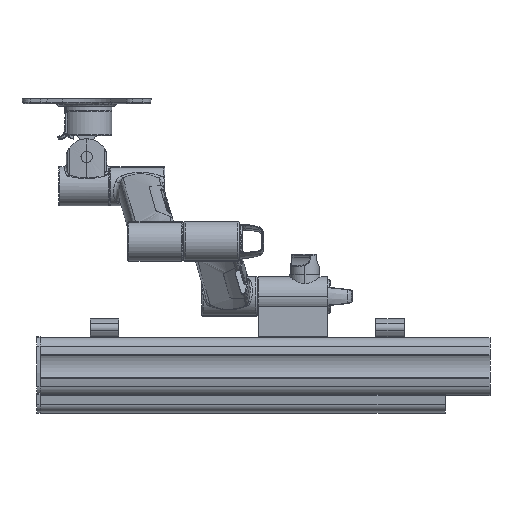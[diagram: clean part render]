
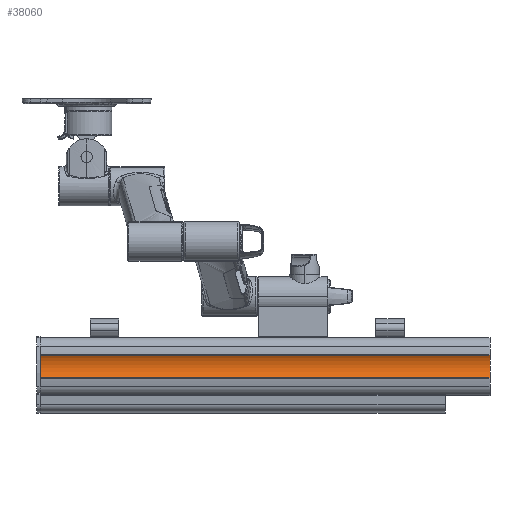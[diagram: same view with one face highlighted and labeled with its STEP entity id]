
A CAD part, left-side view. The second image highlights one B-rep face of the part: STEP entity #38060.
In plain terms, the highlighted cylindrical face has radius 20.75 mm (diameter 41.5 mm), a partial arc.
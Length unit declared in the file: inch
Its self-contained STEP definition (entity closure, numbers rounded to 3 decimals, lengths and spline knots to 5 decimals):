
#780 = CIRCLE ( 'NONE', #15080, 0.81693 ) ;
#3494 = EDGE_CURVE ( 'NONE', #12492, #23976, #780, .T. ) ;
#4195 = CARTESIAN_POINT ( 'NONE',  ( -0.69197, 7.875, -0.53242 ) ) ;
#6148 = CARTESIAN_POINT ( 'NONE',  ( -1.31156, 7.875, 0. ) ) ;
#8655 = CARTESIAN_POINT ( 'NONE',  ( -0.69197, 7.875, 0.53242 ) ) ;
#10093 = VERTEX_POINT ( 'NONE', #13158 ) ;
#10838 = EDGE_LOOP ( 'NONE', ( #22890, #16741, #15640, #21217 ) ) ;
#12492 = VERTEX_POINT ( 'NONE', #8655 ) ;
#12819 = VECTOR ( 'NONE', #36089, 39.37008 ) ;
#13158 = CARTESIAN_POINT ( 'NONE',  ( -0.69197, -7.875, 0.53242 ) ) ;
#14691 = CARTESIAN_POINT ( 'NONE',  ( -1.31156, 7.875, 0. ) ) ;
#15080 = AXIS2_PLACEMENT_3D ( 'NONE', #14691, #47685, #40506 ) ;
#15640 = ORIENTED_EDGE ( 'NONE', *, *, #3494, .T. ) ;
#16741 = ORIENTED_EDGE ( 'NONE', *, *, #43014, .F. ) ;
#18473 = CARTESIAN_POINT ( 'NONE',  ( -1.31156, -7.875, 0. ) ) ;
#20992 = EDGE_CURVE ( 'NONE', #10093, #28469, #43967, .T. ) ;
#21217 = ORIENTED_EDGE ( 'NONE', *, *, #22626, .T. ) ;
#21726 = DIRECTION ( 'NONE',  ( 0., 1., 0. ) ) ;
#22050 = DIRECTION ( 'NONE',  ( 0., 0., 1. ) ) ;
#22626 = EDGE_CURVE ( 'NONE', #23976, #28469, #35159, .T. ) ;
#22890 = ORIENTED_EDGE ( 'NONE', *, *, #20992, .F. ) ;
#23550 = CARTESIAN_POINT ( 'NONE',  ( -0.69197, 7.875, -0.53242 ) ) ;
#23976 = VERTEX_POINT ( 'NONE', #23550 ) ;
#24630 = FACE_OUTER_BOUND ( 'NONE', #10838, .T. ) ;
#25186 = CYLINDRICAL_SURFACE ( 'NONE', #36993, 0.81693 ) ;
#26744 = DIRECTION ( 'NONE',  ( 0., -1., 0. ) ) ;
#27028 = VECTOR ( 'NONE', #26744, 39.37008 ) ;
#28469 = VERTEX_POINT ( 'NONE', #29493 ) ;
#28496 = CARTESIAN_POINT ( 'NONE',  ( -0.69197, 7.875, 0.53242 ) ) ;
#29493 = CARTESIAN_POINT ( 'NONE',  ( -0.69197, -7.875, -0.53242 ) ) ;
#35159 = LINE ( 'NONE', #4195, #27028 ) ;
#35463 = LINE ( 'NONE', #28496, #12819 ) ;
#35831 = DIRECTION ( 'NONE',  ( 0., -1., 0. ) ) ;
#36089 = DIRECTION ( 'NONE',  ( 0., -1., 0. ) ) ;
#36993 = AXIS2_PLACEMENT_3D ( 'NONE', #6148, #35831, #43958 ) ;
#38060 = ADVANCED_FACE ( 'NONE', ( #24630 ), #25186, .F. ) ;
#40242 = AXIS2_PLACEMENT_3D ( 'NONE', #18473, #21726, #22050 ) ;
#40506 = DIRECTION ( 'NONE',  ( 0., 0., 1. ) ) ;
#43014 = EDGE_CURVE ( 'NONE', #12492, #10093, #35463, .T. ) ;
#43958 = DIRECTION ( 'NONE',  ( 0., 0., -1. ) ) ;
#43967 = CIRCLE ( 'NONE', #40242, 0.81693 ) ;
#47685 = DIRECTION ( 'NONE',  ( 0., 1., 0. ) ) ;
